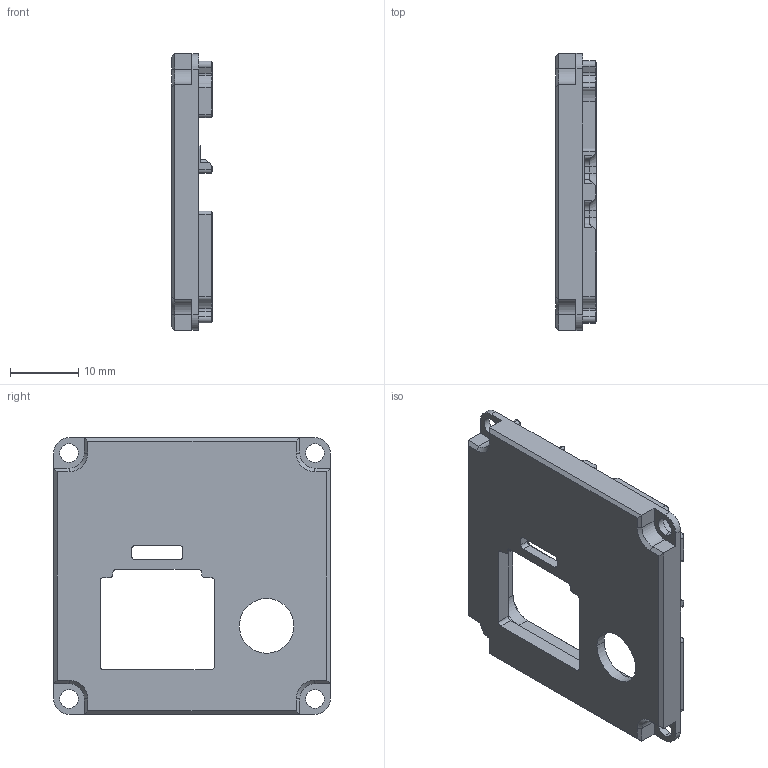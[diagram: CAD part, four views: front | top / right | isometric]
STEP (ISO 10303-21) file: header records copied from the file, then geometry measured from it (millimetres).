
FILE_DESCRIPTION(/* description */ ('VariCAD 2015-2.06 AP-214'),/* implementation_level */ '2;1');
FILE_NAME(/* name */ '0393-13-02.stp',/* time_stamp */ '2016-04-30T15:22:15-06:00',/* author */ (''),/* organization */ (''),/* preprocessor_version */ 'ST-DEVELOPER v14',/* originating_system */ 'VariCAD 2015-2.06; kernel version (20130303)',/* authorisation */ '');
FILE_SCHEMA (('AUTOMOTIVE_DESIGN'));
Length unit declared in the file: millimetre
Products named in the file (2): 0393-13-02
Assembly tree (1 placements, depth 2):
  0393-13-02
    0393-13-02
Bounding box: 6 x 40.5 x 40.5 mm (x, y, z)
Volume: 3952.1 mm3; surface area: 4193.7 mm2
Topology: 1 solids, 1 shells, 378 faces, 969 edges, 596 vertices
Faces by surface type: plane 208, cylinder 120, cone 50
Entity records: 13580 total; most frequent: CARTESIAN_POINT 2057, DIRECTION 2003, ORIENTED_EDGE 1938, EDGE_CURVE 969, LINE 679, VECTOR 679, AXIS2_PLACEMENT_3D 662, VERTEX_POINT 596
